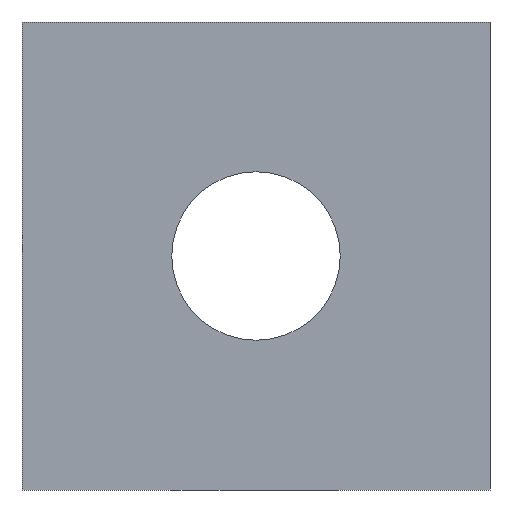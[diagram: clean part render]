
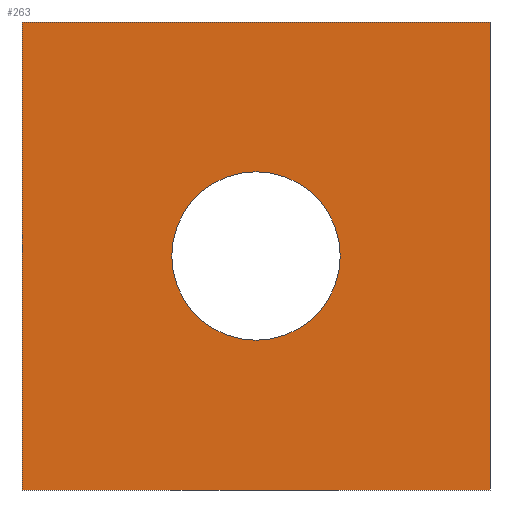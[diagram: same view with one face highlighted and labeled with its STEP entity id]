
A CAD part, front view. The second image highlights one B-rep face of the part: STEP entity #263.
In plain terms, the highlighted planar face has unit normal (0, -1, 0).
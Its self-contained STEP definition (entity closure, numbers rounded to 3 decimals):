
#16=FACE_BOUND('',#100,.T.);
#23=PLANE('',#302);
#33=LINE('',#436,#52);
#38=LINE('',#446,#57);
#41=LINE('',#451,#60);
#42=LINE('',#453,#61);
#52=VECTOR('',#352,20.);
#57=VECTOR('',#359,20.);
#60=VECTOR('',#364,20.);
#61=VECTOR('',#367,20.);
#67=CIRCLE('',#292,3.6);
#68=CIRCLE('',#293,3.6);
#83=FACE_OUTER_BOUND('',#99,.T.);
#99=EDGE_LOOP('',(#207,#208,#209,#210));
#100=EDGE_LOOP('',(#211,#212));
#123=VERTEX_POINT('',#414);
#124=VERTEX_POINT('',#415);
#131=VERTEX_POINT('',#433);
#132=VERTEX_POINT('',#435);
#134=VERTEX_POINT('',#440);
#136=VERTEX_POINT('',#444);
#147=EDGE_CURVE('',#123,#124,#67,.T.);
#148=EDGE_CURVE('',#124,#123,#68,.T.);
#157=EDGE_CURVE('',#131,#132,#33,.T.);
#162=EDGE_CURVE('',#134,#136,#38,.T.);
#165=EDGE_CURVE('',#131,#134,#41,.T.);
#166=EDGE_CURVE('',#132,#136,#42,.T.);
#207=ORIENTED_EDGE('',*,*,#162,.T.);
#208=ORIENTED_EDGE('',*,*,#166,.F.);
#209=ORIENTED_EDGE('',*,*,#157,.F.);
#210=ORIENTED_EDGE('',*,*,#165,.T.);
#211=ORIENTED_EDGE('',*,*,#147,.T.);
#212=ORIENTED_EDGE('',*,*,#148,.T.);
#263=ADVANCED_FACE('',(#83,#16),#23,.F.);
#292=AXIS2_PLACEMENT_3D('',#416,#332,#333);
#293=AXIS2_PLACEMENT_3D('',#417,#334,#335);
#302=AXIS2_PLACEMENT_3D('',#452,#365,#366);
#332=DIRECTION('center_axis',(0.,1.,0.));
#333=DIRECTION('ref_axis',(-1.,0.,0.));
#334=DIRECTION('center_axis',(0.,1.,0.));
#335=DIRECTION('ref_axis',(-1.,0.,0.));
#352=DIRECTION('',(1.,0.,0.));
#359=DIRECTION('',(1.,0.,0.));
#364=DIRECTION('',(0.,0.,-1.));
#365=DIRECTION('center_axis',(0.,1.,0.));
#366=DIRECTION('ref_axis',(0.,0.,1.));
#367=DIRECTION('',(0.,0.,-1.));
#414=CARTESIAN_POINT('',(-3.6,-10.,0.));
#415=CARTESIAN_POINT('',(3.6,-10.,0.));
#416=CARTESIAN_POINT('Origin',(0.,-10.,0.));
#417=CARTESIAN_POINT('Origin',(0.,-10.,0.));
#433=CARTESIAN_POINT('',(-10.,-10.,10.));
#435=CARTESIAN_POINT('',(10.,-10.,10.));
#436=CARTESIAN_POINT('',(-10.,-10.,10.));
#440=CARTESIAN_POINT('',(-10.,-10.,-10.));
#444=CARTESIAN_POINT('',(10.,-10.,-10.));
#446=CARTESIAN_POINT('',(-10.,-10.,-10.));
#451=CARTESIAN_POINT('',(-10.,-10.,10.));
#452=CARTESIAN_POINT('Origin',(10.,-10.,10.));
#453=CARTESIAN_POINT('',(10.,-10.,10.));
